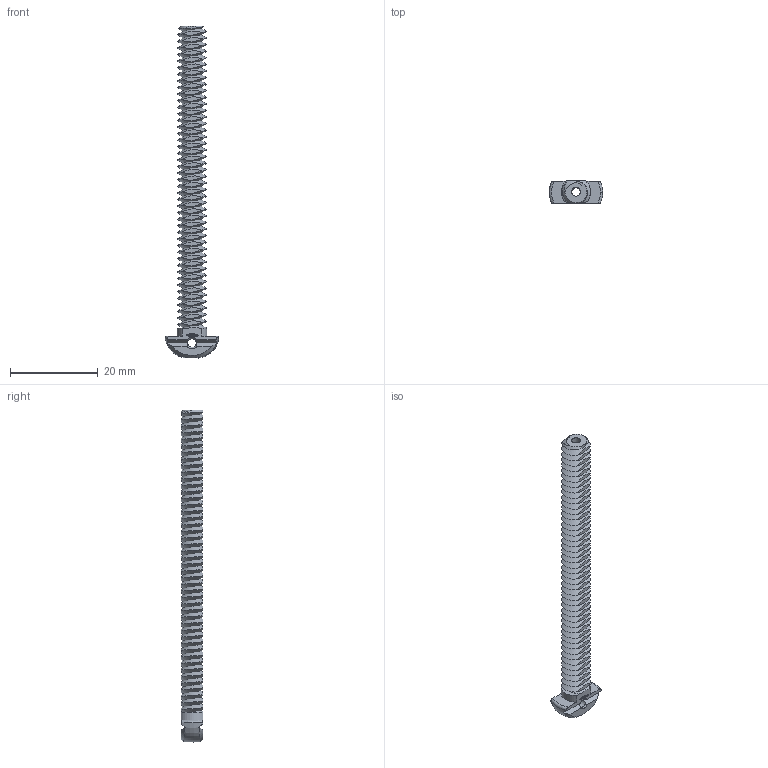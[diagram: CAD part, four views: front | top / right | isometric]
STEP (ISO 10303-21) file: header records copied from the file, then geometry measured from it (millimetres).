
FILE_DESCRIPTION(('FreeCAD Model'),'2;1');
FILE_NAME('Open CASCADE Shape Model','2023-10-26T19:56:24',(''),(''), 'Open CASCADE STEP processor 7.6','FreeCAD','Unknown');
FILE_SCHEMA(('AUTOMOTIVE_DESIGN { 1 0 10303 214 1 1 1 1 }'));
Products named in the file (1): Screw FL-RH RHD BU05.25 - SPN-SCR-0101 (stemfie.org)
Bounding box: 12.2 x 5 x 75.6 mm (x, y, z)
Volume: 1496.5 mm3; surface area: 2778.8 mm2
Topology: 1 solids, 1 shells, 705 faces, 1977 edges, 1301 vertices
Faces by surface type: plane 416, extrusion 172, bspline 97, cone 10, cylinder 6, torus 3, revolution 1
Full cylindrical faces by diameter (mm): 2 x2, 2.001 x1
Entity records: 81020 total; most frequent: CARTESIAN_POINT 45268, DIRECTION 5055, VECTOR 4042, ORIENTED_EDGE 3954, PCURVE 3954, DEFINITIONAL_REPRESENTATION 3954, LINE 3870, B_SPLINE_CURVE_WITH_KNOTS 2143
